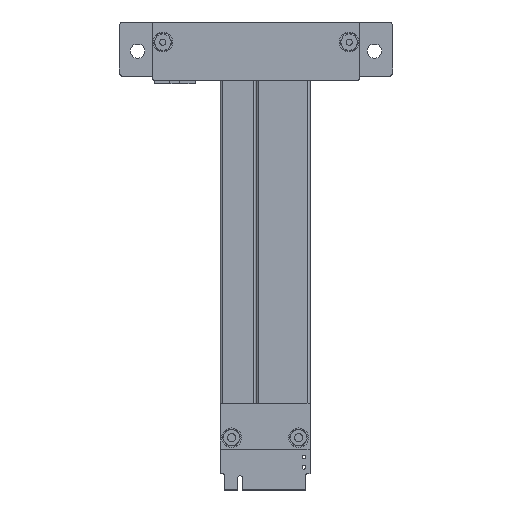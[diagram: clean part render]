
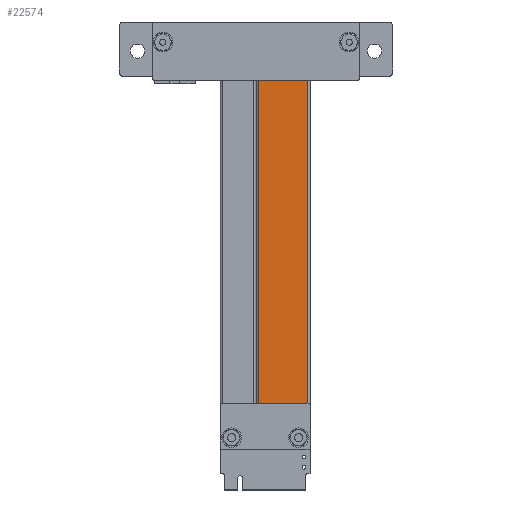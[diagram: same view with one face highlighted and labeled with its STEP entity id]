
A CAD part, top view. The second image highlights one B-rep face of the part: STEP entity #22574.
In plain terms, the highlighted face is planar.
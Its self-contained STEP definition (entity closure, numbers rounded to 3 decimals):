
#22546 = VERTEX_POINT('',#22547);
#22547 = CARTESIAN_POINT('',(0.,0.,
    0.));
#22554 = EDGE_CURVE('',#22555,#22546,#22557,.T.);
#22555 = VERTEX_POINT('',#22556);
#22556 = CARTESIAN_POINT('',(0.,0.,
    -83.));
#22557 = LINE('',#22558,#22559);
#22558 = CARTESIAN_POINT('',(0.,0.,
    -83.));
#22559 = VECTOR('',#22560,1.);
#22560 = DIRECTION('',(0.,0.,1.));
#22574 = ADVANCED_FACE('',(#22575),#22600,.T.);
#22575 = FACE_BOUND('',#22576,.T.);
#22576 = EDGE_LOOP('',(#22577,#22585,#22593,#22599));
#22577 = ORIENTED_EDGE('',*,*,#22578,.F.);
#22578 = EDGE_CURVE('',#22579,#22546,#22581,.T.);
#22579 = VERTEX_POINT('',#22580);
#22580 = CARTESIAN_POINT('',(12.065,0.,0.
    ));
#22581 = LINE('',#22582,#22583);
#22582 = CARTESIAN_POINT('',(0.,0.,
    0.));
#22583 = VECTOR('',#22584,1.);
#22584 = DIRECTION('',(-1.,0.,0.));
#22585 = ORIENTED_EDGE('',*,*,#22586,.F.);
#22586 = EDGE_CURVE('',#22587,#22579,#22589,.T.);
#22587 = VERTEX_POINT('',#22588);
#22588 = CARTESIAN_POINT('',(12.065,0.,-83.));
#22589 = LINE('',#22590,#22591);
#22590 = CARTESIAN_POINT('',(12.065,0.,-83.));
#22591 = VECTOR('',#22592,1.);
#22592 = DIRECTION('',(0.,0.,1.));
#22593 = ORIENTED_EDGE('',*,*,#22594,.T.);
#22594 = EDGE_CURVE('',#22587,#22555,#22595,.T.);
#22595 = LINE('',#22596,#22597);
#22596 = CARTESIAN_POINT('',(0.,0.,
    -83.));
#22597 = VECTOR('',#22598,1.);
#22598 = DIRECTION('',(-1.,0.,0.));
#22599 = ORIENTED_EDGE('',*,*,#22554,.T.);
#22600 = PLANE('',#22601);
#22601 = AXIS2_PLACEMENT_3D('',#22602,#22603,#22604);
#22602 = CARTESIAN_POINT('',(0.,0.,
    -83.));
#22603 = DIRECTION('',(0.,1.,0.));
#22604 = DIRECTION('',(0.,0.,1.));
